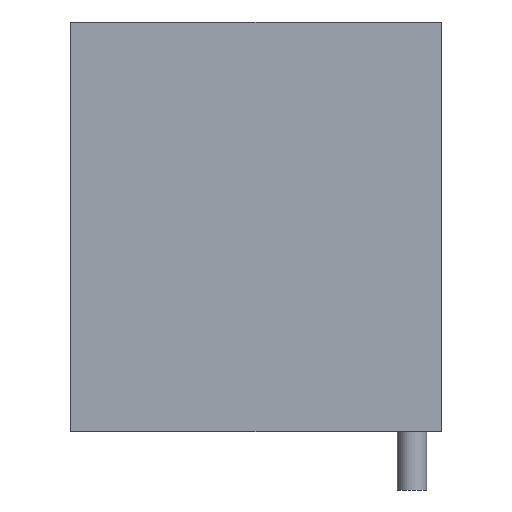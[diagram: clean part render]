
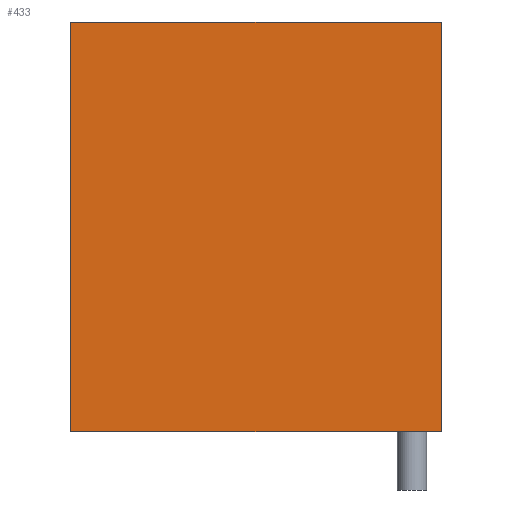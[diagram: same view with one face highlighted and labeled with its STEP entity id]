
A CAD part, front view. The second image highlights one B-rep face of the part: STEP entity #433.
In plain terms, the highlighted planar face has unit normal (0, -1, 0).
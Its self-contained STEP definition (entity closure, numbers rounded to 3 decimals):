
#9 = VECTOR ( 'NONE', #717, 1000. ) ;
#59 = EDGE_LOOP ( 'NONE', ( #319, #1217, #421, #1228 ) ) ;
#133 = VECTOR ( 'NONE', #283, 1000. ) ;
#202 = EDGE_CURVE ( 'NONE', #500, #453, #1550, .T. ) ;
#219 = EDGE_CURVE ( 'NONE', #474, #447, #1044, .T. ) ;
#261 = DIRECTION ( 'NONE',  ( 0., 1., 0. ) ) ;
#283 = DIRECTION ( 'NONE',  ( 0., 0., -1. ) ) ;
#296 = EDGE_CURVE ( 'NONE', #500, #474, #1055, .T. ) ;
#304 = CARTESIAN_POINT ( 'NONE',  ( 0., 0., 0. ) ) ;
#319 = ORIENTED_EDGE ( 'NONE', *, *, #849, .T. ) ;
#417 = CARTESIAN_POINT ( 'NONE',  ( 0., 0., 105. ) ) ;
#419 = CARTESIAN_POINT ( 'NONE',  ( 0., 0., 105. ) ) ;
#421 = ORIENTED_EDGE ( 'NONE', *, *, #296, .F. ) ;
#433 = ADVANCED_FACE ( 'NONE', ( #1237 ), #502, .F. ) ;
#447 = VERTEX_POINT ( 'NONE', #1026 ) ;
#453 = VERTEX_POINT ( 'NONE', #304 ) ;
#474 = VERTEX_POINT ( 'NONE', #1272 ) ;
#500 = VERTEX_POINT ( 'NONE', #417 ) ;
#502 = PLANE ( 'NONE',  #1252 ) ;
#545 = CARTESIAN_POINT ( 'NONE',  ( 95., 0., 105. ) ) ;
#567 = DIRECTION ( 'NONE',  ( 1., 0., 0. ) ) ;
#667 = CARTESIAN_POINT ( 'NONE',  ( 0., 0., 0. ) ) ;
#717 = DIRECTION ( 'NONE',  ( 1., 0., 0. ) ) ;
#781 = LINE ( 'NONE', #667, #1396 ) ;
#849 = EDGE_CURVE ( 'NONE', #453, #447, #781, .T. ) ;
#1026 = CARTESIAN_POINT ( 'NONE',  ( 95., 0., 0. ) ) ;
#1044 = LINE ( 'NONE', #545, #1505 ) ;
#1055 = LINE ( 'NONE', #1450, #9 ) ;
#1217 = ORIENTED_EDGE ( 'NONE', *, *, #219, .F. ) ;
#1228 = ORIENTED_EDGE ( 'NONE', *, *, #202, .T. ) ;
#1237 = FACE_OUTER_BOUND ( 'NONE', #59, .T. ) ;
#1247 = DIRECTION ( 'NONE',  ( 0., 0., 1. ) ) ;
#1252 = AXIS2_PLACEMENT_3D ( 'NONE', #1367, #261, #1247 ) ;
#1272 = CARTESIAN_POINT ( 'NONE',  ( 95., 0., 105. ) ) ;
#1367 = CARTESIAN_POINT ( 'NONE',  ( 0., 0., 105. ) ) ;
#1396 = VECTOR ( 'NONE', #567, 1000. ) ;
#1450 = CARTESIAN_POINT ( 'NONE',  ( 0., 0., 105. ) ) ;
#1505 = VECTOR ( 'NONE', #1525, 1000. ) ;
#1525 = DIRECTION ( 'NONE',  ( 0., 0., -1. ) ) ;
#1550 = LINE ( 'NONE', #419, #133 ) ;
